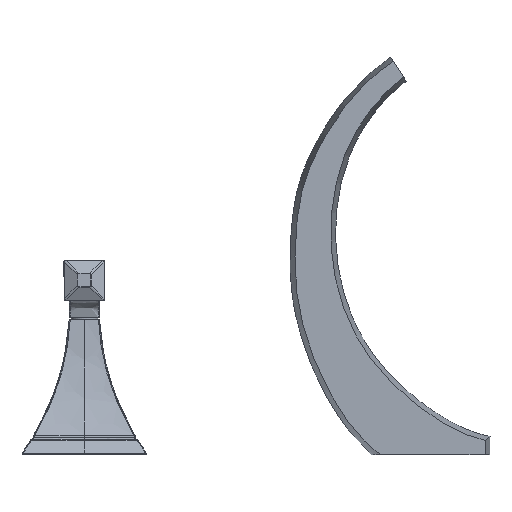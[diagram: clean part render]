
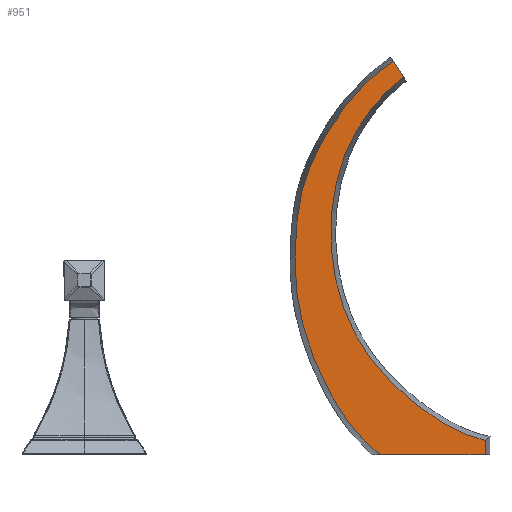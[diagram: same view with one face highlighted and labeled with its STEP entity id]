
A CAD part, left-side view. The second image highlights one B-rep face of the part: STEP entity #951.
In plain terms, the highlighted planar face has unit normal (-1, 0, 0).
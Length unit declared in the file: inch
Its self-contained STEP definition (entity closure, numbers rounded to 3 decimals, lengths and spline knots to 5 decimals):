
#155=CARTESIAN_POINT('',(-1.,-1.39898,0.26677));
#169=CARTESIAN_POINT('',(-1.,-1.39898,0.26677));
#170=CARTESIAN_POINT('',(-1.,-1.33432,0.28078));
#171=CARTESIAN_POINT('',(-1.,-1.19957,0.31669));
#172=CARTESIAN_POINT('',(-1.,-0.98452,0.39665));
#173=CARTESIAN_POINT('',(-1.,-0.74939,0.50942));
#174=CARTESIAN_POINT('',(-1.,-0.49143,0.66204));
#175=CARTESIAN_POINT('',(-1.,-0.21253,0.85798));
#176=CARTESIAN_POINT('',(-1.,0.09654,1.10688));
#177=CARTESIAN_POINT('',(-1.,0.37311,1.3673));
#178=CARTESIAN_POINT('',(-1.,0.5965,1.61549));
#179=CARTESIAN_POINT('',(-1.,0.78262,1.86006));
#180=CARTESIAN_POINT('',(-1.,0.93998,2.10835));
#181=CARTESIAN_POINT('',(-1.,1.08271,2.38231));
#182=CARTESIAN_POINT('',(-1.,1.20652,2.67898));
#183=CARTESIAN_POINT('',(-1.,1.30788,2.99351));
#184=CARTESIAN_POINT('',(-1.,1.38398,3.32057));
#185=CARTESIAN_POINT('',(-1.,1.43368,3.65785));
#186=CARTESIAN_POINT('',(-1.,1.45591,4.00455));
#187=CARTESIAN_POINT('',(-1.,1.44964,4.35121));
#188=CARTESIAN_POINT('',(-1.,1.41574,4.68729));
#189=CARTESIAN_POINT('',(-1.,1.35546,5.01244));
#190=CARTESIAN_POINT('',(-1.,1.27089,5.32155));
#191=CARTESIAN_POINT('',(-1.,1.16521,5.60949));
#192=CARTESIAN_POINT('',(-1.,1.04085,5.8752));
#193=CARTESIAN_POINT('',(-1.,0.90051,6.1178));
#194=CARTESIAN_POINT('',(-1.,0.73797,6.3495));
#195=CARTESIAN_POINT('',(-1.,0.54994,6.57342));
#196=CARTESIAN_POINT('',(-1.,0.33934,6.78402));
#197=CARTESIAN_POINT('',(-1.,0.18641,6.91278));
#198=CARTESIAN_POINT('',(-1.,0.1065,6.97435));
#211=CARTESIAN_POINT('',(-1.,0.1065,6.97435));
#297=CARTESIAN_POINT('',(-1.,0.53561,0.));
#333=DIRECTION('',(0.,0.,1.));
#334=VECTOR('',#333,0.26677);
#335=CARTESIAN_POINT('',(-1.,-1.39898,0.));
#336=LINE('',#335,#334);
#340=DIRECTION('',(0.,-1.,0.));
#341=VECTOR('',#340,1.93459);
#342=CARTESIAN_POINT('',(-1.,0.53561,0.));
#343=LINE('',#342,#341);
#347=CARTESIAN_POINT('',(-1.,0.53561,0.));
#348=CARTESIAN_POINT('',(-1.,0.59279,0.04196));
#349=CARTESIAN_POINT('',(-1.,0.70936,0.13617));
#350=CARTESIAN_POINT('',(-1.,0.88617,0.30923));
#351=CARTESIAN_POINT('',(-1.,1.06951,0.52452));
#352=CARTESIAN_POINT('',(-1.,1.25747,0.78817));
#353=CARTESIAN_POINT('',(-1.,1.45048,1.10838));
#354=CARTESIAN_POINT('',(-1.,1.63963,1.4793));
#355=CARTESIAN_POINT('',(-1.,1.79767,1.85824));
#356=CARTESIAN_POINT('',(-1.,1.92775,2.24879));
#357=CARTESIAN_POINT('',(-1.,2.02237,2.62868));
#358=CARTESIAN_POINT('',(-1.,2.08152,2.98663));
#359=CARTESIAN_POINT('',(-1.,2.1117,3.34727));
#360=CARTESIAN_POINT('',(-1.,2.1128,3.78528));
#361=CARTESIAN_POINT('',(-1.,2.08803,4.20227));
#362=CARTESIAN_POINT('',(-1.,2.04674,4.55626));
#363=CARTESIAN_POINT('',(-1.,1.98629,4.86231));
#364=CARTESIAN_POINT('',(-1.,1.90692,5.13393));
#365=CARTESIAN_POINT('',(-1.,1.79668,5.41727));
#366=CARTESIAN_POINT('',(-1.,1.64089,5.73572));
#367=CARTESIAN_POINT('',(-1.,1.43303,6.08637));
#368=CARTESIAN_POINT('',(-1.,1.20758,6.40806));
#369=CARTESIAN_POINT('',(-1.,0.98182,6.67953));
#370=CARTESIAN_POINT('',(-1.,0.75498,6.91011));
#371=CARTESIAN_POINT('',(-1.,0.52701,7.10497));
#372=CARTESIAN_POINT('',(-1.,0.37249,7.21503));
#373=CARTESIAN_POINT('',(-1.,0.29505,7.26523));
#378=DIRECTION('',(0.,-0.544,-0.839));
#379=VECTOR('',#378,0.34664);
#380=CARTESIAN_POINT('',(-1.,0.29505,7.26523));
#381=LINE('',#380,#379);
#386=VERTEX_POINT('',#211);
#389=CARTESIAN_POINT('',(-1.,0.29505,7.26523));
#390=VERTEX_POINT('',#389);
#392=VERTEX_POINT('',#297);
#393=VERTEX_POINT('',#155);
#397=CARTESIAN_POINT('',(-1.,-1.39898,0.));
#398=VERTEX_POINT('',#397);
#939=CARTESIAN_POINT('',(-1.,0.36408,3.13148));
#940=DIRECTION('',(-1.,0.,0.));
#941=DIRECTION('',(0.,-0.209,-0.978));
#942=AXIS2_PLACEMENT_3D('',#939,#940,#941);
#943=PLANE('',#942);
#944=ORIENTED_EDGE('',*,*,#626,.F.);
#945=ORIENTED_EDGE('',*,*,#644,.F.);
#946=ORIENTED_EDGE('',*,*,#934,.T.);
#947=ORIENTED_EDGE('',*,*,#673,.T.);
#948=ORIENTED_EDGE('',*,*,#610,.F.);
#949=EDGE_LOOP('',(#944,#945,#946,#947,#948));
#950=FACE_OUTER_BOUND('',#949,.F.);
#199=B_SPLINE_CURVE_WITH_KNOTS('',3,(#169,#170,#171,#172,#173,#174,#175,#176,
#177,#178,#179,#180,#181,#182,#183,#184,#185,#186,#187,#188,#189,#190,#191,#192,
#193,#194,#195,#196,#197,#198),.UNSPECIFIED.,.F.,.F.,(4,1,1,1,1,1,1,1,1,1,1,1,1,
1,1,1,1,1,1,1,1,1,1,1,1,1,1,4),(0.,0.03704,0.07407,
0.11111,0.14815,0.18519,0.22222,
0.25926,0.2963,0.33333,0.37037,
0.40741,0.44444,0.48148,0.51852,
0.55556,0.59259,0.62963,0.66667,
0.7037,0.74074,0.77778,0.81481,
0.85185,0.88889,0.92593,0.96296,1.),
.UNSPECIFIED.);
#374=B_SPLINE_CURVE_WITH_KNOTS('',3,(#347,#348,#349,#350,#351,#352,#353,#354,
#355,#356,#357,#358,#359,#360,#361,#362,#363,#364,#365,#366,#367,#368,#369,#370,
#371,#372,#373),.UNSPECIFIED.,.F.,.F.,(4,1,1,1,1,1,1,1,1,1,1,1,1,1,1,1,1,1,1,1,
1,1,1,1,4),(0.,0.04167,0.08333,0.125,0.16667,
0.20833,0.25,0.29167,0.33333,0.375,
0.41667,0.45833,0.5,0.54167,0.58333,
0.625,0.66667,0.70833,0.75,0.79167,
0.83333,0.875,0.91667,0.95833,1.),
.UNSPECIFIED.);
#610=EDGE_CURVE('',#393,#386,#199,.T.);
#626=EDGE_CURVE('',#398,#393,#336,.T.);
#644=EDGE_CURVE('',#392,#398,#343,.T.);
#673=EDGE_CURVE('',#390,#386,#381,.T.);
#934=EDGE_CURVE('',#392,#390,#374,.T.);
#951=ADVANCED_FACE('',(#950),#943,.T.);
